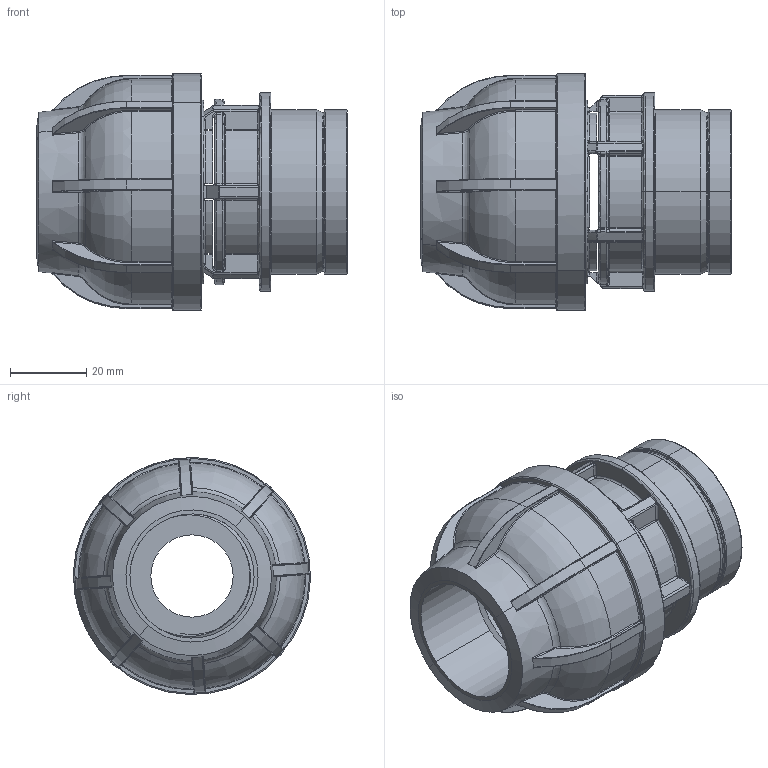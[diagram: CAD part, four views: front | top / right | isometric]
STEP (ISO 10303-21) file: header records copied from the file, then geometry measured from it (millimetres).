
FILE_DESCRIPTION (( 'STEP AP203' ), '1' );
FILE_NAME ('R201.032.001.step', '2013-11-19T09:03:41', ( 'Alusic' ), ( 'Alusic' ), 'SwSTEP 2.0', 'SolidWorks 2011', '' );
FILE_SCHEMA (( 'CONFIG_CONTROL_DESIGN' ));
Length unit declared in the file: millimetre
Products named in the file (1): R201.032.001
Bounding box: 81.15 x 61.98 x 61.98 mm (x, y, z)
Surface area: 31694.6 mm2 (no closed solid volume)
Topology: 0 solids, 5 shells, 882 faces, 2599 edges, 1555 vertices
Faces by surface type: cylinder 294, bspline 207, torus 180, plane 144, sphere 40, cone 17
Entity records: 39901 total; most frequent: CARTESIAN_POINT 18927, DIRECTION 4281, ORIENTED_EDGE 4267, EDGE_CURVE 2558, AXIS2_PLACEMENT_3D 1853, VERTEX_POINT 1555, CIRCLE 1177, EDGE_LOOP 889
